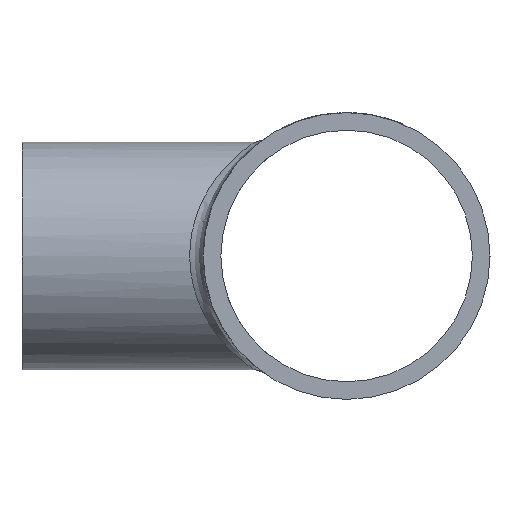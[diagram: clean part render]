
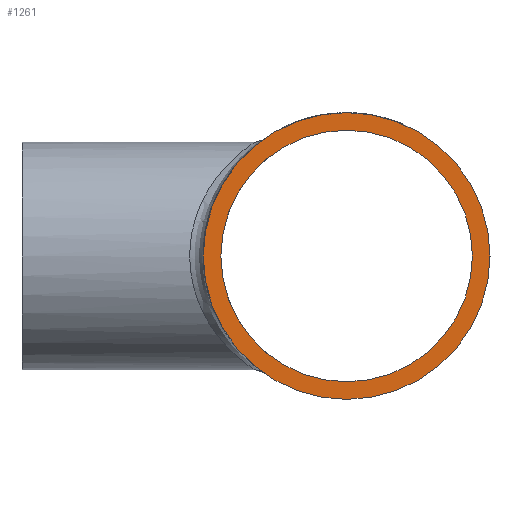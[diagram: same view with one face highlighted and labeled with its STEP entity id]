
A CAD part, left-side view. The second image highlights one B-rep face of the part: STEP entity #1261.
In plain terms, the highlighted planar face has unit normal (-1, 0, 0).
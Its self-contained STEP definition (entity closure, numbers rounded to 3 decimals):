
#1261 = ADVANCED_FACE ( 'NONE', ( #14408, #7445 ), #2052, .T. ) ;
#1372 = DIRECTION ( 'NONE',  ( 0., 0., 1. ) ) ;
#1925 = CIRCLE ( 'NONE', #8346, 18.6 ) ;
#2052 = PLANE ( 'NONE',  #14290 ) ;
#3953 = VERTEX_POINT ( 'NONE', #11631 ) ;
#4351 = CARTESIAN_POINT ( 'NONE',  ( -48., 0., 0. ) ) ;
#4694 = DIRECTION ( 'NONE',  ( -1., 0., 0. ) ) ;
#6036 = DIRECTION ( 'NONE',  ( -1., 0., 0. ) ) ;
#6301 = AXIS2_PLACEMENT_3D ( 'NONE', #6935, #7997, #1372 ) ;
#6935 = CARTESIAN_POINT ( 'NONE',  ( -48., 0., 0. ) ) ;
#6938 = CIRCLE ( 'NONE', #6301, 21.2 ) ;
#7445 = FACE_OUTER_BOUND ( 'NONE', #11923, .T. ) ;
#7997 = DIRECTION ( 'NONE',  ( -1., 0., 0. ) ) ;
#8346 = AXIS2_PLACEMENT_3D ( 'NONE', #13717, #6036, #10361 ) ;
#8563 = ORIENTED_EDGE ( 'NONE', *, *, #13718, .T. ) ;
#8649 = ORIENTED_EDGE ( 'NONE', *, *, #13240, .F. ) ;
#10021 = DIRECTION ( 'NONE',  ( 0., 0., 1. ) ) ;
#10361 = DIRECTION ( 'NONE',  ( 0., 0., 1. ) ) ;
#11631 = CARTESIAN_POINT ( 'NONE',  ( -48., 0., 18.6 ) ) ;
#11923 = EDGE_LOOP ( 'NONE', ( #8563 ) ) ;
#12478 = VERTEX_POINT ( 'NONE', #12744 ) ;
#12744 = CARTESIAN_POINT ( 'NONE',  ( -48., 0., 21.2 ) ) ;
#13240 = EDGE_CURVE ( 'NONE', #3953, #3953, #1925, .T. ) ;
#13600 = EDGE_LOOP ( 'NONE', ( #8649 ) ) ;
#13717 = CARTESIAN_POINT ( 'NONE',  ( -48., 0., 0. ) ) ;
#13718 = EDGE_CURVE ( 'NONE', #12478, #12478, #6938, .T. ) ;
#14290 = AXIS2_PLACEMENT_3D ( 'NONE', #4351, #4694, #10021 ) ;
#14408 = FACE_BOUND ( 'NONE', #13600, .T. ) ;
